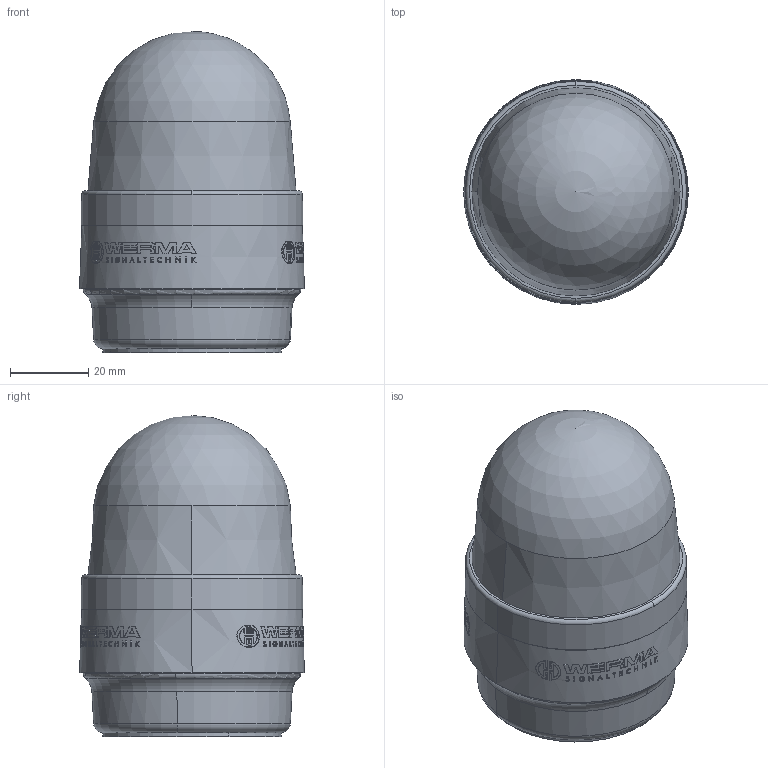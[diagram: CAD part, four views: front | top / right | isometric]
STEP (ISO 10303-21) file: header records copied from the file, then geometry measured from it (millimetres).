
FILE_DESCRIPTION (( 'STEP AP214' ), '1' );
FILE_NAME ('20240067.step', '2016-03-10T23:20:39', ( '' ), ( '' ), 'SwSTEP 2.0', 'SolidWorks 2015', '' );
FILE_SCHEMA (( 'AUTOMOTIVE_DESIGN' ));
Length unit declared in the file: millimetre
Products named in the file (1): 20240067
Bounding box: 57.63 x 57.63 x 82.3 mm (x, y, z)
Volume: 164394.5 mm3; surface area: 16261.3 mm2
Topology: 1 solids, 1 shells, 763 faces, 2041 edges, 1357 vertices
Faces by surface type: plane 527, cylinder 145, cone 82, torus 8, sphere 1
Entity records: 26374 total; most frequent: CARTESIAN_POINT 8170, ORIENTED_EDGE 4078, DIRECTION 3449, EDGE_CURVE 2039, VERTEX_POINT 1356, AXIS2_PLACEMENT_3D 1228, LINE 993, VECTOR 993
